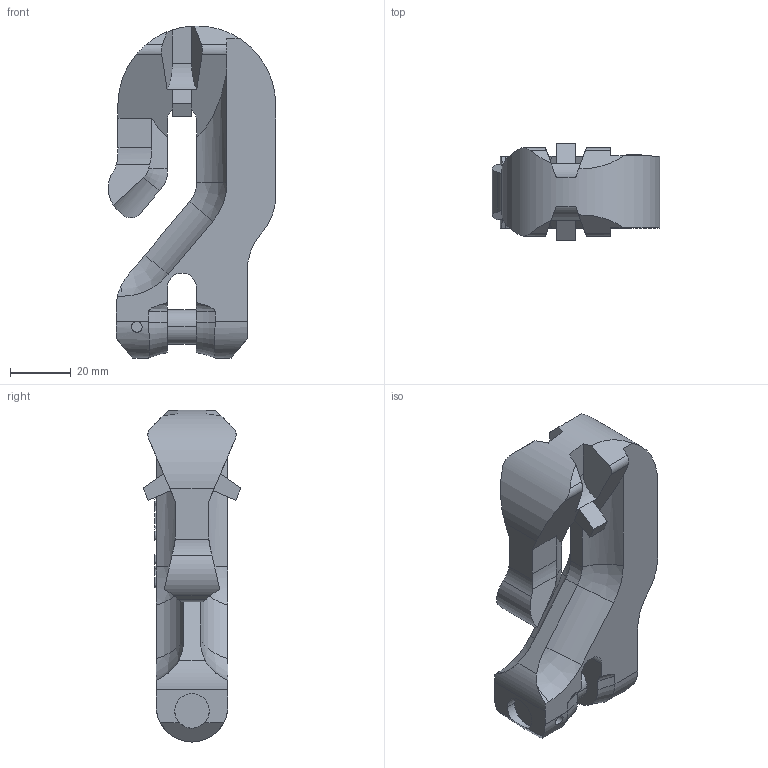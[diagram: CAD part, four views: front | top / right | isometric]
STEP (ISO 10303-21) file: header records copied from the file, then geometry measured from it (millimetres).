
FILE_DESCRIPTION((''),'2;1');
FILE_NAME('001-M33798-P-10','2014-08-12T',('Andreas.Wendler'),(''),'PRO/ENGINEER BY PARAMETRIC TECHNOLOGY CORPORATION, 2010140','PRO/ENGINEER BY PARAMETRIC TECHNOLOGY CORPORATION, 2010140','');
FILE_SCHEMA(('CONFIG_CONTROL_DESIGN'));
Length unit declared in the file: millimetre
Products named in the file (1): 001-M33798-P-10
Bounding box: 54.98 x 32.13 x 108.99 mm (x, y, z)
Volume: 77527.3 mm3; surface area: 17350.9 mm2
Topology: 1 solids, 1 shells, 293 faces, 821 edges, 544 vertices
Faces by surface type: plane 233, cylinder 46, bspline 10, torus 2, extrusion 2
Entity records: 9889 total; most frequent: CARTESIAN_POINT 2424, ORIENTED_EDGE 1642, DIRECTION 1373, EDGE_CURVE 821, VECTOR 671, LINE 669, VERTEX_POINT 544, AXIS2_PLACEMENT_3D 351
